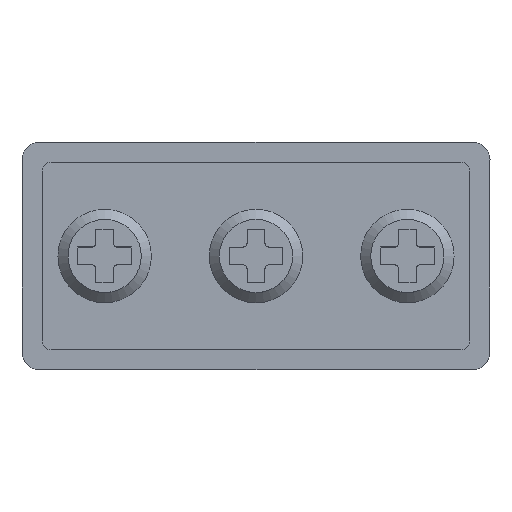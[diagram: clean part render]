
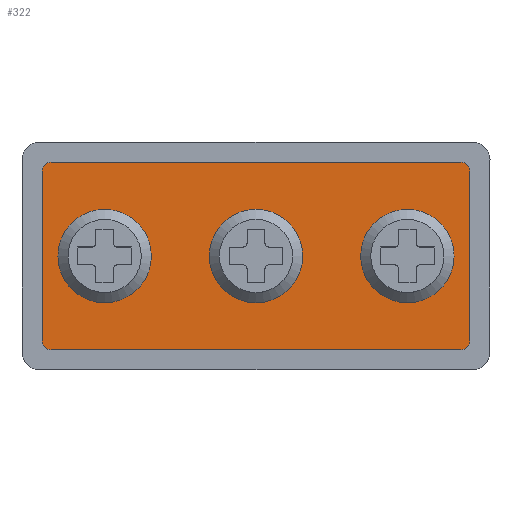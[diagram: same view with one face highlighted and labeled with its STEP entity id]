
A CAD part, top view. The second image highlights one B-rep face of the part: STEP entity #322.
In plain terms, the highlighted planar face has unit normal (0, 0, 1).
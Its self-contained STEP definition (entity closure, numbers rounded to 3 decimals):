
#187=CARTESIAN_POINT('',(0.,0.,0.8));
#188=DIRECTION('',(0.,0.,1.));
#189=DIRECTION('',(0.,-1.,0.));
#190=AXIS2_PLACEMENT_3D('',#187,#188,#189);
#191=PLANE('',#190);
#192=CARTESIAN_POINT('',(3.7,0.,0.8));
#193=VERTEX_POINT('',#192);
#194=CARTESIAN_POINT('',(-3.7,0.,0.8));
#195=VERTEX_POINT('',#194);
#196=CARTESIAN_POINT('',(0.,0.,0.8));
#197=DIRECTION('',(-0.,-0.,-1.));
#198=DIRECTION('',(1.,0.,-0.));
#199=AXIS2_PLACEMENT_3D('',#196,#197,#198);
#200=CIRCLE('',#199,3.7);
#201=EDGE_CURVE('',#193,#195,#200,.T.);
#202=ORIENTED_EDGE('',*,*,#201,.T.);
#203=CARTESIAN_POINT('',(0.,0.,0.8));
#204=DIRECTION('',(-0.,-0.,-1.));
#205=DIRECTION('',(1.,0.,-0.));
#206=AXIS2_PLACEMENT_3D('',#203,#204,#205);
#207=CIRCLE('',#206,3.7);
#208=EDGE_CURVE('',#195,#193,#207,.T.);
#209=ORIENTED_EDGE('',*,*,#208,.T.);
#210=EDGE_LOOP('',(#202,#209));
#211=FACE_BOUND('',#210,.T.);
#212=CARTESIAN_POINT('',(-8.3,-0.,0.8));
#213=VERTEX_POINT('',#212);
#214=CARTESIAN_POINT('',(-15.7,0.,0.8));
#215=VERTEX_POINT('',#214);
#216=CARTESIAN_POINT('',(-12.,0.,0.8));
#217=DIRECTION('',(-0.,-0.,-1.));
#218=DIRECTION('',(1.,0.,-0.));
#219=AXIS2_PLACEMENT_3D('',#216,#217,#218);
#220=CIRCLE('',#219,3.7);
#221=EDGE_CURVE('',#213,#215,#220,.T.);
#222=ORIENTED_EDGE('',*,*,#221,.T.);
#223=CARTESIAN_POINT('',(-12.,0.,0.8));
#224=DIRECTION('',(-0.,-0.,-1.));
#225=DIRECTION('',(1.,0.,-0.));
#226=AXIS2_PLACEMENT_3D('',#223,#224,#225);
#227=CIRCLE('',#226,3.7);
#228=EDGE_CURVE('',#215,#213,#227,.T.);
#229=ORIENTED_EDGE('',*,*,#228,.T.);
#230=EDGE_LOOP('',(#222,#229));
#231=FACE_BOUND('',#230,.T.);
#232=CARTESIAN_POINT('',(15.7,0.,0.8));
#233=VERTEX_POINT('',#232);
#234=CARTESIAN_POINT('',(8.3,0.,0.8));
#235=VERTEX_POINT('',#234);
#236=CARTESIAN_POINT('',(12.,0.,0.8));
#237=DIRECTION('',(-0.,-0.,-1.));
#238=DIRECTION('',(1.,0.,-0.));
#239=AXIS2_PLACEMENT_3D('',#236,#237,#238);
#240=CIRCLE('',#239,3.7);
#241=EDGE_CURVE('',#233,#235,#240,.T.);
#242=ORIENTED_EDGE('',*,*,#241,.T.);
#243=CARTESIAN_POINT('',(12.,0.,0.8));
#244=DIRECTION('',(-0.,-0.,-1.));
#245=DIRECTION('',(1.,0.,-0.));
#246=AXIS2_PLACEMENT_3D('',#243,#244,#245);
#247=CIRCLE('',#246,3.7);
#248=EDGE_CURVE('',#235,#233,#247,.T.);
#249=ORIENTED_EDGE('',*,*,#248,.T.);
#250=EDGE_LOOP('',(#242,#249));
#251=FACE_BOUND('',#250,.T.);
#252=CARTESIAN_POINT('',(16.25,-7.425,0.8));
#253=VERTEX_POINT('',#252);
#254=CARTESIAN_POINT('',(16.95,-6.725,0.8));
#255=VERTEX_POINT('',#254);
#256=CARTESIAN_POINT('',(16.25,-6.725,0.8));
#257=DIRECTION('',(0.,0.,1.));
#258=DIRECTION('',(1.,0.,-0.));
#259=AXIS2_PLACEMENT_3D('',#256,#257,#258);
#260=CIRCLE('',#259,0.7);
#261=EDGE_CURVE('',#253,#255,#260,.T.);
#262=ORIENTED_EDGE('',*,*,#261,.T.);
#263=CARTESIAN_POINT('',(16.95,6.725,0.8));
#264=VERTEX_POINT('',#263);
#265=CARTESIAN_POINT('',(16.95,-6.725,0.8));
#266=DIRECTION('',(0.,1.,0.));
#267=VECTOR('',#266,13.45);
#268=LINE('',#265,#267);
#269=EDGE_CURVE('',#255,#264,#268,.T.);
#270=ORIENTED_EDGE('',*,*,#269,.T.);
#271=CARTESIAN_POINT('',(16.25,7.425,0.8));
#272=VERTEX_POINT('',#271);
#273=CARTESIAN_POINT('',(16.25,6.725,0.8));
#274=DIRECTION('',(0.,0.,1.));
#275=DIRECTION('',(1.,0.,-0.));
#276=AXIS2_PLACEMENT_3D('',#273,#274,#275);
#277=CIRCLE('',#276,0.7);
#278=EDGE_CURVE('',#264,#272,#277,.T.);
#279=ORIENTED_EDGE('',*,*,#278,.T.);
#280=CARTESIAN_POINT('',(-16.25,7.425,0.8));
#281=VERTEX_POINT('',#280);
#282=CARTESIAN_POINT('',(16.25,7.425,0.8));
#283=DIRECTION('',(-1.,0.,0.));
#284=VECTOR('',#283,32.5);
#285=LINE('',#282,#284);
#286=EDGE_CURVE('',#272,#281,#285,.T.);
#287=ORIENTED_EDGE('',*,*,#286,.T.);
#288=CARTESIAN_POINT('',(-16.95,6.725,0.8));
#289=VERTEX_POINT('',#288);
#290=CARTESIAN_POINT('',(-16.25,6.725,0.8));
#291=DIRECTION('',(0.,0.,1.));
#292=DIRECTION('',(1.,0.,-0.));
#293=AXIS2_PLACEMENT_3D('',#290,#291,#292);
#294=CIRCLE('',#293,0.7);
#295=EDGE_CURVE('',#281,#289,#294,.T.);
#296=ORIENTED_EDGE('',*,*,#295,.T.);
#297=CARTESIAN_POINT('',(-16.95,-6.725,0.8));
#298=VERTEX_POINT('',#297);
#299=CARTESIAN_POINT('',(-16.95,-6.725,0.8));
#300=DIRECTION('',(0.,1.,0.));
#301=VECTOR('',#300,13.45);
#302=LINE('',#299,#301);
#303=EDGE_CURVE('',#298,#289,#302,.T.);
#304=ORIENTED_EDGE('',*,*,#303,.F.);
#305=CARTESIAN_POINT('',(-16.25,-7.425,0.8));
#306=VERTEX_POINT('',#305);
#307=CARTESIAN_POINT('',(-16.25,-6.725,0.8));
#308=DIRECTION('',(0.,0.,1.));
#309=DIRECTION('',(1.,0.,-0.));
#310=AXIS2_PLACEMENT_3D('',#307,#308,#309);
#311=CIRCLE('',#310,0.7);
#312=EDGE_CURVE('',#298,#306,#311,.T.);
#313=ORIENTED_EDGE('',*,*,#312,.T.);
#314=CARTESIAN_POINT('',(16.25,-7.425,0.8));
#315=DIRECTION('',(-1.,0.,0.));
#316=VECTOR('',#315,32.5);
#317=LINE('',#314,#316);
#318=EDGE_CURVE('',#253,#306,#317,.T.);
#319=ORIENTED_EDGE('',*,*,#318,.F.);
#320=EDGE_LOOP('',(#262,#270,#279,#287,#296,#304,#313,#319));
#321=FACE_BOUND('',#320,.T.);
#322=ADVANCED_FACE('',(#211,#231,#251,#321),#191,.T.);
